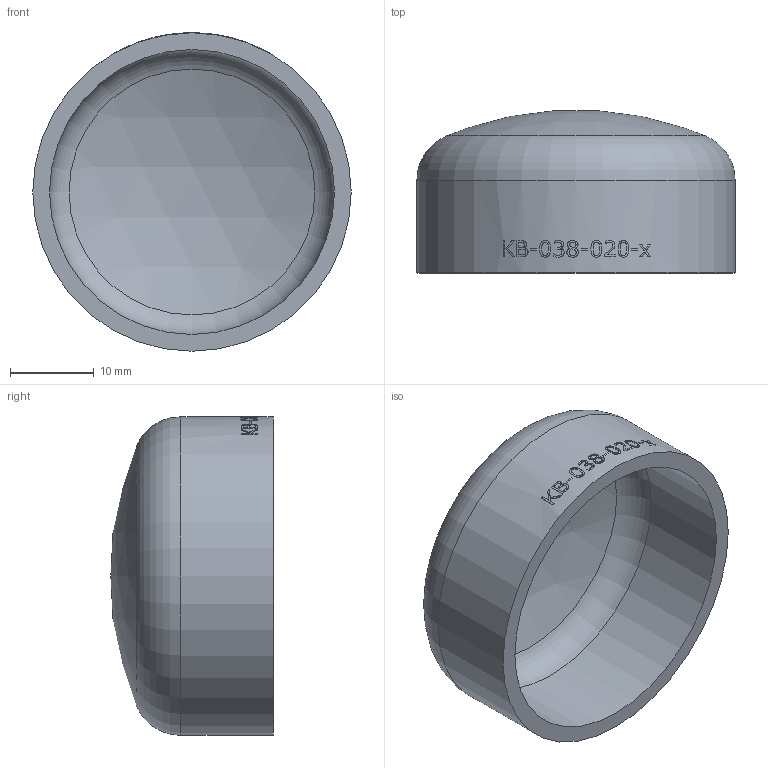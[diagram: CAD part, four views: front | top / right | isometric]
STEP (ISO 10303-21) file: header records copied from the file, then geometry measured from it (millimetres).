
FILE_DESCRIPTION (( 'STEP AP214' ), '1' );
FILE_NAME ('KB-038-020-x Klöpperboden 2001.STEP', '2020-01-20T14:02:24', ( '' ), ( '' ), 'SwSTEP 2.0', 'SolidWorks 2016', '' );
FILE_SCHEMA (( 'AUTOMOTIVE_DESIGN' ));
Length unit declared in the file: millimetre
Products named in the file (1): KB-038-020-x Klöpperboden 2001
Bounding box: 38 x 19.36 x 38 mm (x, y, z)
Volume: 5173.4 mm3; surface area: 5413.3 mm2
Topology: 1 solids, 1 shells, 183 faces, 481 edges, 320 vertices
Faces by surface type: bspline 108, plane 50, cylinder 21, torus 2, sphere 2
Full cylindrical faces by diameter (mm): 34 x1, 38 x1
Entity records: 18049 total; most frequent: CARTESIAN_POINT 12588, ORIENTED_EDGE 954, EDGE_CURVE 477, DIRECTION 346, B_SPLINE_CURVE_WITH_KNOTS 343, VERTEX_POINT 320, EDGE_LOOP 207, FACE_OUTER_BOUND 187
